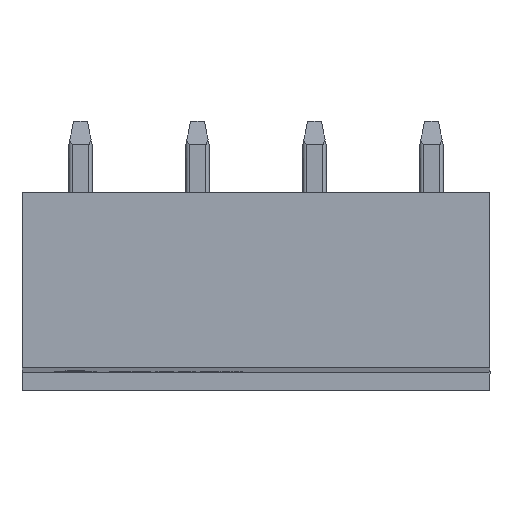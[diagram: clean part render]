
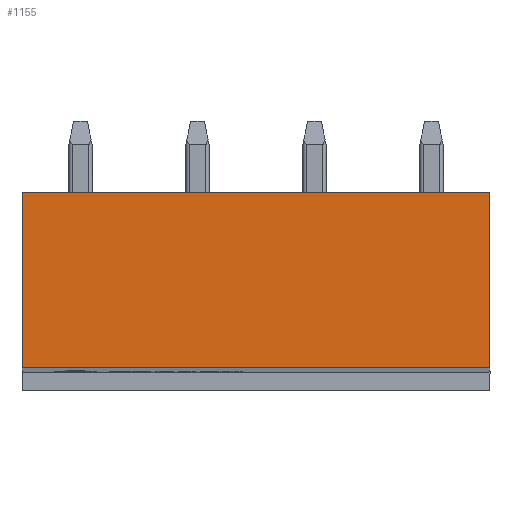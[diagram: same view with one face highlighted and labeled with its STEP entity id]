
A CAD part, front view. The second image highlights one B-rep face of the part: STEP entity #1155.
In plain terms, the highlighted planar face has unit normal (0, -1, 0).
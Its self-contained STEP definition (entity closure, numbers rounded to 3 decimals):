
#266 = ORIENTED_EDGE ( 'NONE', *, *, #4340, .F. ) ;
#608 = DIRECTION ( 'NONE',  ( -1., 0., 0. ) ) ;
#757 = VERTEX_POINT ( 'NONE', #16221 ) ;
#1128 = ORIENTED_EDGE ( 'NONE', *, *, #3880, .F. ) ;
#1155 = ADVANCED_FACE ( 'NONE', ( #8150 ), #13176, .F. ) ;
#1800 = DIRECTION ( 'NONE',  ( 0., 0., -1. ) ) ;
#3151 = DIRECTION ( 'NONE',  ( 1., 0., 0. ) ) ;
#3201 = ORIENTED_EDGE ( 'NONE', *, *, #10139, .F. ) ;
#3880 = EDGE_CURVE ( 'NONE', #15892, #10854, #13406, .T. ) ;
#4340 = EDGE_CURVE ( 'NONE', #10294, #757, #10400, .T. ) ;
#4971 = ORIENTED_EDGE ( 'NONE', *, *, #13250, .F. ) ;
#5035 = DIRECTION ( 'NONE',  ( 0., 1., 0. ) ) ;
#5300 = CARTESIAN_POINT ( 'NONE',  ( 26.92, 0., 14.7 ) ) ;
#5675 = LINE ( 'NONE', #8152, #11681 ) ;
#6973 = VECTOR ( 'NONE', #14961, 1000. ) ;
#7484 = CARTESIAN_POINT ( 'NONE',  ( 29.46, 0., 11. ) ) ;
#7556 = DIRECTION ( 'NONE',  ( 0., 0., 1. ) ) ;
#8150 = FACE_OUTER_BOUND ( 'NONE', #12145, .T. ) ;
#8152 = CARTESIAN_POINT ( 'NONE',  ( 26.92, 0., 18.6 ) ) ;
#8200 = CARTESIAN_POINT ( 'NONE',  ( 26.92, 0., 11. ) ) ;
#8587 = LINE ( 'NONE', #8200, #15044 ) ;
#10139 = EDGE_CURVE ( 'NONE', #10854, #10294, #8587, .T. ) ;
#10294 = VERTEX_POINT ( 'NONE', #7484 ) ;
#10400 = LINE ( 'NONE', #13689, #6973 ) ;
#10854 = VERTEX_POINT ( 'NONE', #11719 ) ;
#11681 = VECTOR ( 'NONE', #3151, 1000. ) ;
#11719 = CARTESIAN_POINT ( 'NONE',  ( 49.78, 0., 11. ) ) ;
#12020 = CARTESIAN_POINT ( 'NONE',  ( 49.78, 0., 14.7 ) ) ;
#12129 = AXIS2_PLACEMENT_3D ( 'NONE', #5300, #5035, #7556 ) ;
#12145 = EDGE_LOOP ( 'NONE', ( #3201, #1128, #4971, #266 ) ) ;
#13176 = PLANE ( 'NONE',  #12129 ) ;
#13250 = EDGE_CURVE ( 'NONE', #757, #15892, #5675, .T. ) ;
#13406 = LINE ( 'NONE', #12020, #15398 ) ;
#13689 = CARTESIAN_POINT ( 'NONE',  ( 29.46, 0., 14.7 ) ) ;
#14961 = DIRECTION ( 'NONE',  ( 0., 0., 1. ) ) ;
#15044 = VECTOR ( 'NONE', #608, 1000. ) ;
#15398 = VECTOR ( 'NONE', #1800, 1000. ) ;
#15892 = VERTEX_POINT ( 'NONE', #16241 ) ;
#16221 = CARTESIAN_POINT ( 'NONE',  ( 29.46, 0., 18.6 ) ) ;
#16241 = CARTESIAN_POINT ( 'NONE',  ( 49.78, 0., 18.6 ) ) ;
